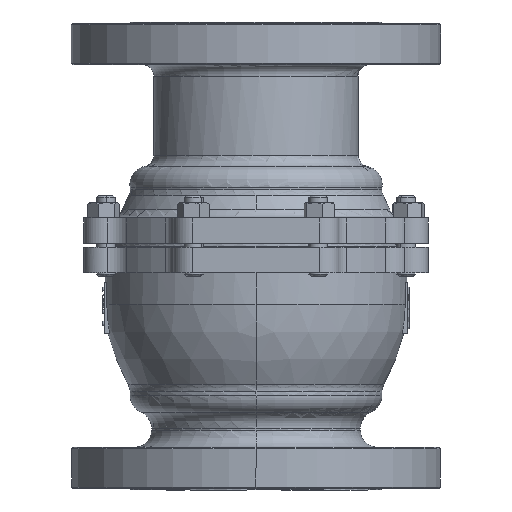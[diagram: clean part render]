
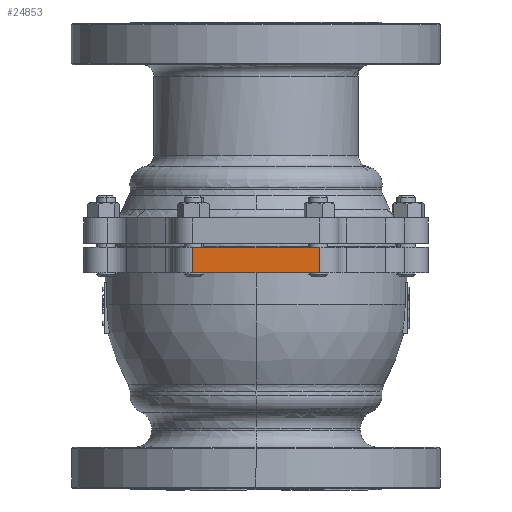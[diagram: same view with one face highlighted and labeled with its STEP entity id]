
A CAD part, front view. The second image highlights one B-rep face of the part: STEP entity #24853.
In plain terms, the highlighted planar face has unit normal (0, -1, 0).
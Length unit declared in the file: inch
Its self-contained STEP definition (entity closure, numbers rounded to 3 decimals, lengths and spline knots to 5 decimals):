
#825 = CARTESIAN_POINT ( 'NONE',  ( 2.13941, -5.83661, 0.66929 ) ) ;
#1161 = CARTESIAN_POINT ( 'NONE',  ( -2.13941, -5.83661, 0.66929 ) ) ;
#2601 = B_SPLINE_CURVE_WITH_KNOTS ( 'NONE', 3,
 ( #46441, #11707, #27174, #23369 ),
 .UNSPECIFIED., .F., .F.,
 ( 4, 4 ),
 ( 0., 1. ),
 .UNSPECIFIED. ) ;
#2969 = EDGE_CURVE ( 'NONE', #43933, #44124, #2601, .T. ) ;
#3671 = CARTESIAN_POINT ( 'NONE',  ( 2.13941, -5.83661, 1.53543 ) ) ;
#3991 = B_SPLINE_CURVE_WITH_KNOTS ( 'NONE', 3,
 ( #18381, #45502, #10511, #42453 ),
 .UNSPECIFIED., .F., .F.,
 ( 4, 4 ),
 ( 0., 1. ),
 .UNSPECIFIED. ) ;
#7704 = VERTEX_POINT ( 'NONE', #1161 ) ;
#10511 = CARTESIAN_POINT ( 'NONE',  ( 0.71314, -5.83661, 0.66929 ) ) ;
#10515 = ORIENTED_EDGE ( 'NONE', *, *, #25235, .T. ) ;
#11045 = CARTESIAN_POINT ( 'NONE',  ( -2.13941, -5.83661, 1.53543 ) ) ;
#11707 = CARTESIAN_POINT ( 'NONE',  ( 0.71314, -5.83661, 1.53543 ) ) ;
#12041 = CARTESIAN_POINT ( 'NONE',  ( -2.13941, -5.83661, 1.24672 ) ) ;
#12401 = CARTESIAN_POINT ( 'NONE',  ( 2.13941, -5.83661, 0.66929 ) ) ;
#18381 = CARTESIAN_POINT ( 'NONE',  ( -2.13941, -5.83661, 0.66929 ) ) ;
#18909 = CARTESIAN_POINT ( 'NONE',  ( -2.13941, -5.83661, 0.66929 ) ) ;
#19164 = CARTESIAN_POINT ( 'NONE',  ( -2.13941, -5.83661, 0.95801 ) ) ;
#19167 = CARTESIAN_POINT ( 'NONE',  ( 2.13941, -5.83661, 1.24672 ) ) ;
#19983 = EDGE_CURVE ( 'NONE', #7704, #42881, #3991, .T. ) ;
#22520 = EDGE_LOOP ( 'NONE', ( #34669, #10515, #36973, #32897 ) ) ;
#22811 = EDGE_CURVE ( 'NONE', #43933, #42881, #46132, .T. ) ;
#23369 = CARTESIAN_POINT ( 'NONE',  ( -2.13941, -5.83661, 1.53543 ) ) ;
#24853 = ADVANCED_FACE ( 'NONE', ( #48015 ), #44476, .T. ) ;
#25235 = EDGE_CURVE ( 'NONE', #44124, #7704, #50127, .T. ) ;
#27174 = CARTESIAN_POINT ( 'NONE',  ( -0.71314, -5.83661, 1.53543 ) ) ;
#30742 = CARTESIAN_POINT ( 'NONE',  ( -2.13941, -5.83661, 1.53543 ) ) ;
#31183 = DIRECTION ( 'NONE',  ( 0., -1., 0. ) ) ;
#31678 = CARTESIAN_POINT ( 'NONE',  ( 0., -5.83661, -15.83915 ) ) ;
#32897 = ORIENTED_EDGE ( 'NONE', *, *, #22811, .F. ) ;
#34669 = ORIENTED_EDGE ( 'NONE', *, *, #2969, .T. ) ;
#36973 = ORIENTED_EDGE ( 'NONE', *, *, #19983, .T. ) ;
#38806 = DIRECTION ( 'NONE',  ( 0., 0., -1. ) ) ;
#40966 = AXIS2_PLACEMENT_3D ( 'NONE', #31678, #31183, #38806 ) ;
#41754 = CARTESIAN_POINT ( 'NONE',  ( 2.13941, -5.83661, 0.95801 ) ) ;
#42453 = CARTESIAN_POINT ( 'NONE',  ( 2.13941, -5.83661, 0.66929 ) ) ;
#42881 = VERTEX_POINT ( 'NONE', #12401 ) ;
#43933 = VERTEX_POINT ( 'NONE', #47739 ) ;
#44124 = VERTEX_POINT ( 'NONE', #30742 ) ;
#44476 = PLANE ( 'NONE',  #40966 ) ;
#45502 = CARTESIAN_POINT ( 'NONE',  ( -0.71314, -5.83661, 0.66929 ) ) ;
#46132 = B_SPLINE_CURVE_WITH_KNOTS ( 'NONE', 3,
 ( #3671, #19167, #41754, #825 ),
 .UNSPECIFIED., .F., .F.,
 ( 4, 4 ),
 ( 0., 1. ),
 .UNSPECIFIED. ) ;
#46441 = CARTESIAN_POINT ( 'NONE',  ( 2.13941, -5.83661, 1.53543 ) ) ;
#47739 = CARTESIAN_POINT ( 'NONE',  ( 2.13941, -5.83661, 1.53543 ) ) ;
#48015 = FACE_OUTER_BOUND ( 'NONE', #22520, .T. ) ;
#50127 = B_SPLINE_CURVE_WITH_KNOTS ( 'NONE', 3,
 ( #11045, #12041, #19164, #18909 ),
 .UNSPECIFIED., .F., .F.,
 ( 4, 4 ),
 ( 0., 1. ),
 .UNSPECIFIED. ) ;
